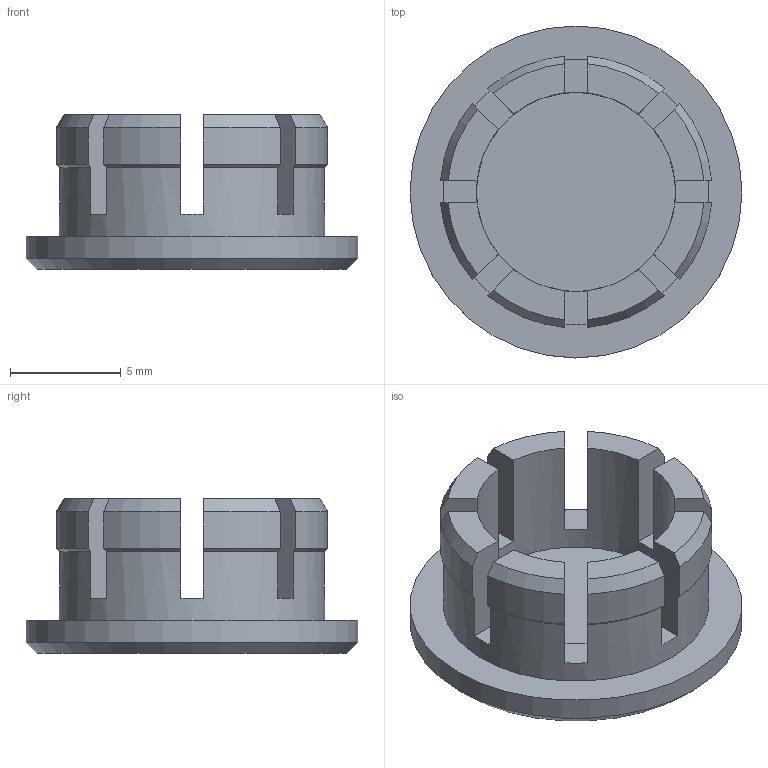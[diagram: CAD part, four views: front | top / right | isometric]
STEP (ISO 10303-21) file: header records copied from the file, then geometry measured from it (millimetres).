
FILE_DESCRIPTION((''),'2;1');
FILE_NAME('SZ0099S_A.stp','2013-08-20T11:38:46',('janine behrens'),(''),'Autodesk Inventor 2012','Autodesk Inventor 2012','');
FILE_SCHEMA(('AUTOMOTIVE_DESIGN { 1 0 10303 214 1 1 1 1 }'));
Length unit declared in the file: millimetre
Products named in the file (1): SZ0099S_A
Bounding box: 15 x 15 x 7 mm (x, y, z)
Volume: 484.8 mm3; surface area: 813.6 mm2
Topology: 1 solids, 1 shells, 63 faces, 179 edges, 119 vertices
Faces by surface type: plane 35, cone 17, cylinder 11
Full cylindrical faces by diameter (mm): 9 x1, 12 x1, 15 x1
Entity records: 2038 total; most frequent: CARTESIAN_POINT 386, DIRECTION 346, ORIENTED_EDGE 346, EDGE_CURVE 173, AXIS2_PLACEMENT_3D 125, VERTEX_POINT 117, VECTOR 96, LINE 96
